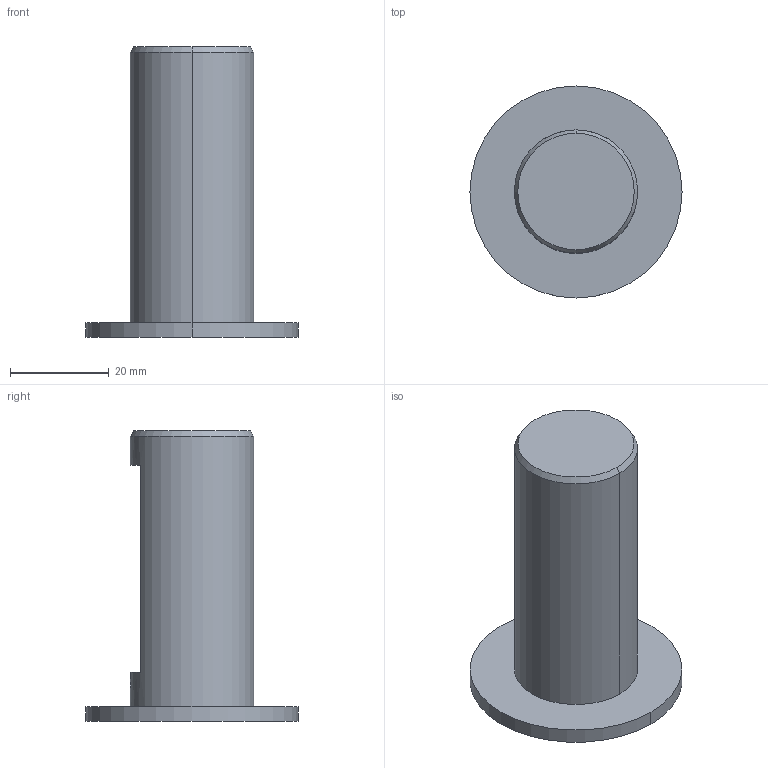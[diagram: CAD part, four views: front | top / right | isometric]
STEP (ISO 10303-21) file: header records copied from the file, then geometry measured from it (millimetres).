
FILE_DESCRIPTION(('no description'),'unknown implementation level');
FILE_NAME('solid3Jh_ECv_wfDZ_Vq9lrk_3kfLSyY_1.STP',' ',('CIM GmbH Aachen'),('CADClick - KiM GmbH - www.kimweb.de'),'unknown preprocess','ACIS','unknown authorization');
FILE_SCHEMA(('automotive_design'));
Length unit declared in the file: millimetre
Products named in the file (1): 1
Bounding box: 43 x 43 x 59 mm (x, y, z)
Volume: 30936.4 mm3; surface area: 7714.2 mm2
Topology: 1 solids, 1 shells, 31 faces, 77 edges, 50 vertices
Faces by surface type: cylinder 15, plane 12, cone 4
Entity records: 2081 total; most frequent: CARTESIAN_POINT 415, DIRECTION 167, STYLED_ITEM 159, PRESENTATION_STYLE_ASSIGNMENT 159, COLOUR_RGB 159, ORIENTED_EDGE 154, EDGE_CURVE 77, CURVE_STYLE 77
